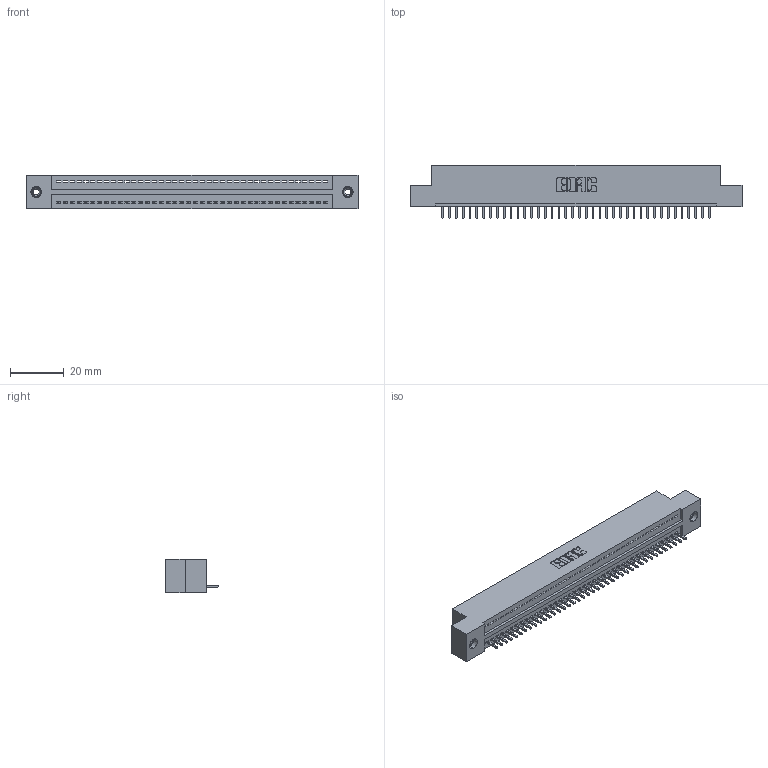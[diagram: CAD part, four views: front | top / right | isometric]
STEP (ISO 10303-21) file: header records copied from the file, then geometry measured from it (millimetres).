
FILE_DESCRIPTION (( 'STEP AP203' ), '1' );
FILE_NAME ('325-040-520-108.STEP', '2020-02-24T21:25:22', ( '' ), ( '' ), 'SwSTEP 2.0', 'SolidWorks 2016', '' );
FILE_SCHEMA (( 'CONFIG_CONTROL_DESIGN' ));
Length unit declared in the file: inch
Products named in the file (4): 345-250-001_345-250-003-102; 325-292-001_325-293-120; 325-040-520-108; 325 Part_TI
Assembly tree (43 placements, depth 2):
  325-040-520-108
    325 Part_TI
    325-292-001_325-293-120  x40
    345-250-001_345-250-003-102  x2
Bounding box: 123.32 x 19.68 x 12.45 mm (x, y, z)
Volume: 15529.5 mm3; surface area: 16526.9 mm2
Topology: 43 solids, 43 shells, 2494 faces, 7487 edges, 4930 vertices
Faces by surface type: plane 1782, cylinder 696, cone 12, torus 4
Entity records: 25916 total; most frequent: CARTESIAN_POINT 4453, ORIENTED_EDGE 4422, DIRECTION 3793, EDGE_CURVE 2211, VECTOR 2063, LINE 2063, VERTEX_POINT 1468, AXIS2_PLACEMENT_3D 865
